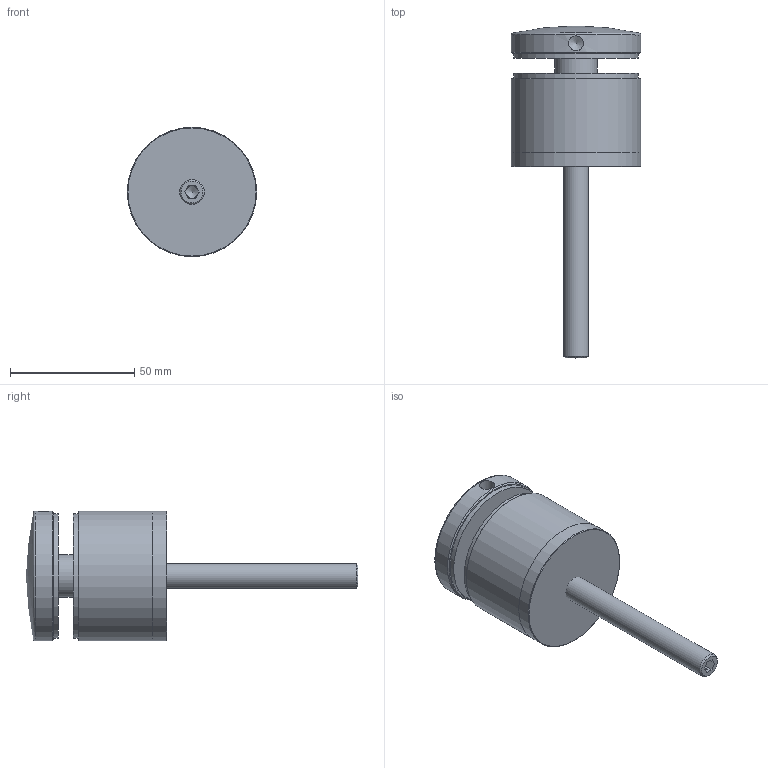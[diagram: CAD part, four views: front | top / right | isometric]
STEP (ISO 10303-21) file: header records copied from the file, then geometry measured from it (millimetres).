
FILE_DESCRIPTION (( 'STEP AP203' ), '1' );
FILE_NAME ('60195-240-V-9005.STEP', '2025-04-16T08:24:04', ( '' ), ( '' ), 'SwSTEP 2.0', 'SolidWorks 2018', '' );
FILE_SCHEMA (( 'CONFIG_CONTROL_DESIGN' ));
Length unit declared in the file: millimetre
Products named in the file (7): 60195-240-V-9005; 60195-240-V-9005 Teil5_60195-240-V-9005 Teil5; 60195-240-V-9005 Teil3_60195-240-V-9005 Teil3; 60195-240-V-9005 Teil2_60195-240-V-9005 Teil2; 60195-240-V-9005 Teil1_60195-240-V-9005 Teil1; 60195-240-V-9005 Teil4_60195-240-V-9005 Teil4; DIN913_DIN 913 M10x130
Assembly tree (6 placements, depth 2):
  60195-240-V-9005
    60195-240-V-9005 Teil2_60195-240-V-9005 Teil2
    60195-240-V-9005 Teil1_60195-240-V-9005 Teil1
    60195-240-V-9005 Teil3_60195-240-V-9005 Teil3
    60195-240-V-9005 Teil4_60195-240-V-9005 Teil4
    60195-240-V-9005 Teil5_60195-240-V-9005 Teil5
    DIN913_DIN 913 M10x130
Bounding box: 52 x 133.44 x 52 mm (x, y, z)
Volume: 104780.9 mm3; surface area: 42070.6 mm2
Topology: 6 solids, 6 shells, 644 faces, 1673 edges, 1111 vertices
Faces by surface type: plane 333, bspline 267, cylinder 21, cone 21, sphere 1, torus 1
Full cylindrical faces by diameter (mm): 4.4 x2, 4.5 x2, 6 x1, 8.5 x3, 10 x1, 10.5 x1, 14 x2, 17 x1, 24 x1, 44 x1, 44.1 x1, 50 x2, 52 x3
Entity records: 34488 total; most frequent: CARTESIAN_POINT 20010, ORIENTED_EDGE 3224, DIRECTION 1915, EDGE_CURVE 1612, VERTEX_POINT 1093, VECTOR 1011, LINE 1011, EDGE_LOOP 769
